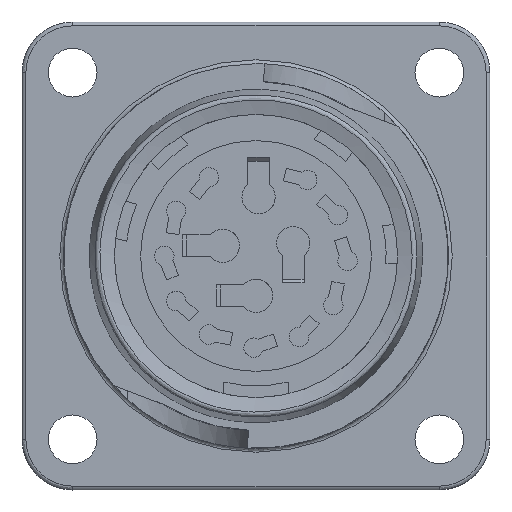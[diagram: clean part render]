
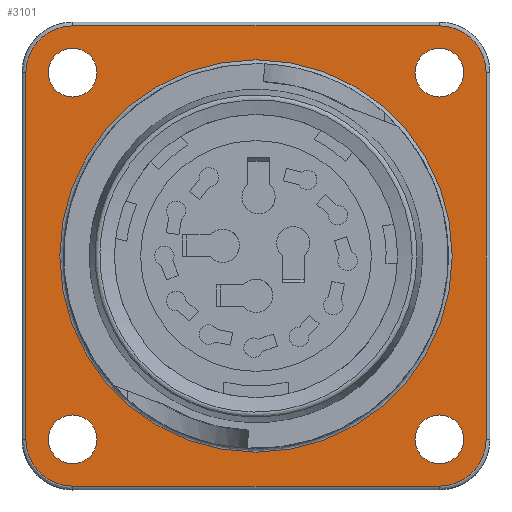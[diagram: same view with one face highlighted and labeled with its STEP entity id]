
A CAD part, front view. The second image highlights one B-rep face of the part: STEP entity #3101.
In plain terms, the highlighted planar face has unit normal (0, -1, 0).
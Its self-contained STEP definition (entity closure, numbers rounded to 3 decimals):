
#3101=ADVANCED_FACE('',(#5076,#5077,#5078,#5079,#5080,#5081),#3441,.T.);
#3441=PLANE('',#9667);
#3742=LINE('',#12586,#4432);
#3743=LINE('',#12618,#4433);
#3744=LINE('',#12650,#4434);
#3745=LINE('',#12682,#4435);
#4432=VECTOR('',#10457,1.);
#4433=VECTOR('',#10466,1.);
#4434=VECTOR('',#10475,1.);
#4435=VECTOR('',#10484,1.);
#5076=FACE_BOUND('',#5209,.T.);
#5077=FACE_BOUND('',#5210,.T.);
#5078=FACE_BOUND('',#5211,.T.);
#5079=FACE_BOUND('',#5212,.T.);
#5080=FACE_BOUND('',#5213,.T.);
#5081=FACE_BOUND('',#5214,.T.);
#5209=EDGE_LOOP('',(#5845));
#5210=EDGE_LOOP('',(#5846));
#5211=EDGE_LOOP('',(#5847));
#5212=EDGE_LOOP('',(#5848));
#5213=EDGE_LOOP('',(#5849));
#5214=EDGE_LOOP('',(#5850,#5851,#5852,#5853,#5854,#5855,#5856,#5857));
#5845=ORIENTED_EDGE('',*,*,#8420,.T.);
#5846=ORIENTED_EDGE('',*,*,#8421,.T.);
#5847=ORIENTED_EDGE('',*,*,#8422,.T.);
#5848=ORIENTED_EDGE('',*,*,#8423,.T.);
#5849=ORIENTED_EDGE('',*,*,#8456,.T.);
#5850=ORIENTED_EDGE('',*,*,#8455,.T.);
#5851=ORIENTED_EDGE('',*,*,#8442,.T.);
#5852=ORIENTED_EDGE('',*,*,#8444,.T.);
#5853=ORIENTED_EDGE('',*,*,#8446,.T.);
#5854=ORIENTED_EDGE('',*,*,#8448,.T.);
#5855=ORIENTED_EDGE('',*,*,#8450,.T.);
#5856=ORIENTED_EDGE('',*,*,#8452,.T.);
#5857=ORIENTED_EDGE('',*,*,#8454,.T.);
#7694=VERTEX_POINT('',#12539);
#7695=VERTEX_POINT('',#12542);
#7696=VERTEX_POINT('',#12545);
#7697=VERTEX_POINT('',#12548);
#7706=VERTEX_POINT('',#12583);
#7707=VERTEX_POINT('',#12585);
#7708=VERTEX_POINT('',#12589);
#7709=VERTEX_POINT('',#12617);
#7710=VERTEX_POINT('',#12621);
#7711=VERTEX_POINT('',#12649);
#7712=VERTEX_POINT('',#12653);
#7713=VERTEX_POINT('',#12681);
#7714=VERTEX_POINT('',#12711);
#8420=EDGE_CURVE('',#7694,#7694,#9325,.T.);
#8421=EDGE_CURVE('',#7695,#7695,#9326,.T.);
#8422=EDGE_CURVE('',#7696,#7696,#9327,.T.);
#8423=EDGE_CURVE('',#7697,#7697,#9328,.T.);
#8442=EDGE_CURVE('',#7706,#7707,#3742,.T.);
#8444=EDGE_CURVE('',#7707,#7708,#9336,.T.);
#8446=EDGE_CURVE('',#7708,#7709,#3743,.T.);
#8448=EDGE_CURVE('',#7709,#7710,#9339,.T.);
#8450=EDGE_CURVE('',#7710,#7711,#3744,.T.);
#8452=EDGE_CURVE('',#7711,#7712,#9342,.T.);
#8454=EDGE_CURVE('',#7712,#7713,#3745,.T.);
#8455=EDGE_CURVE('',#7713,#7706,#9344,.T.);
#8456=EDGE_CURVE('',#7714,#7714,#9345,.T.);
#9325=CIRCLE('',#9630,1.9);
#9326=CIRCLE('',#9632,1.9);
#9327=CIRCLE('',#9634,1.9);
#9328=CIRCLE('',#9636,1.9);
#9336=CIRCLE('',#9654,3.65);
#9339=CIRCLE('',#9658,3.65);
#9342=CIRCLE('',#9662,3.65);
#9344=CIRCLE('',#9665,3.65);
#9345=CIRCLE('',#9666,15.3);
#9630=AXIS2_PLACEMENT_3D('',#12538,#10401,#10402);
#9632=AXIS2_PLACEMENT_3D('',#12541,#10405,#10406);
#9634=AXIS2_PLACEMENT_3D('',#12544,#10409,#10410);
#9636=AXIS2_PLACEMENT_3D('',#12547,#10413,#10414);
#9654=AXIS2_PLACEMENT_3D('',#12590,#10462,#10463);
#9658=AXIS2_PLACEMENT_3D('',#12622,#10471,#10472);
#9662=AXIS2_PLACEMENT_3D('',#12654,#10480,#10481);
#9665=AXIS2_PLACEMENT_3D('',#12684,#10487,#10488);
#9666=AXIS2_PLACEMENT_3D('',#12710,#10489,#10490);
#9667=AXIS2_PLACEMENT_3D('',#12712,#10491,#10492);
#10401=DIRECTION('',(0.,1.,0.));
#10402=DIRECTION('',(0.,0.,1.));
#10405=DIRECTION('',(0.,1.,0.));
#10406=DIRECTION('',(0.,0.,1.));
#10409=DIRECTION('',(0.,1.,0.));
#10410=DIRECTION('',(0.,0.,1.));
#10413=DIRECTION('',(0.,1.,0.));
#10414=DIRECTION('',(0.,0.,1.));
#10457=DIRECTION('',(0.,0.,-1.));
#10462=DIRECTION('',(0.,-1.,0.));
#10463=DIRECTION('',(-1.,0.,0.));
#10466=DIRECTION('',(1.,0.,0.));
#10471=DIRECTION('',(0.,-1.,0.));
#10472=DIRECTION('',(0.,0.,-1.));
#10475=DIRECTION('',(0.,0.,1.));
#10480=DIRECTION('',(0.,-1.,0.));
#10481=DIRECTION('',(1.,0.,0.));
#10484=DIRECTION('',(-1.,0.,0.));
#10487=DIRECTION('',(0.,-1.,0.));
#10488=DIRECTION('',(0.,0.,1.));
#10489=DIRECTION('',(0.,1.,0.));
#10490=DIRECTION('',(0.,0.,1.));
#10491=DIRECTION('',(0.,-1.,0.));
#10492=DIRECTION('',(0.,0.,1.));
#12538=CARTESIAN_POINT('',(9.45,19.518,14.3));
#12539=CARTESIAN_POINT('',(9.45,19.518,16.2));
#12541=CARTESIAN_POINT('',(9.45,19.518,-14.3));
#12542=CARTESIAN_POINT('',(9.45,19.518,-12.4));
#12544=CARTESIAN_POINT('',(-19.15,19.518,-14.3));
#12545=CARTESIAN_POINT('',(-19.15,19.518,-12.4));
#12547=CARTESIAN_POINT('',(-19.15,19.518,14.3));
#12548=CARTESIAN_POINT('',(-19.15,19.518,16.2));
#12583=CARTESIAN_POINT('',(-22.8,19.518,14.3));
#12585=CARTESIAN_POINT('',(-22.8,19.518,-14.3));
#12586=CARTESIAN_POINT('',(-22.8,19.518,14.3));
#12589=CARTESIAN_POINT('',(-19.15,19.518,-17.95));
#12590=CARTESIAN_POINT('',(-19.15,19.518,-14.3));
#12617=CARTESIAN_POINT('',(9.45,19.518,-17.95));
#12618=CARTESIAN_POINT('',(-19.15,19.518,-17.95));
#12621=CARTESIAN_POINT('',(13.1,19.518,-14.3));
#12622=CARTESIAN_POINT('',(9.45,19.518,-14.3));
#12649=CARTESIAN_POINT('',(13.1,19.518,14.3));
#12650=CARTESIAN_POINT('',(13.1,19.518,-14.3));
#12653=CARTESIAN_POINT('',(9.45,19.518,17.95));
#12654=CARTESIAN_POINT('',(9.45,19.518,14.3));
#12681=CARTESIAN_POINT('',(-19.15,19.518,17.95));
#12682=CARTESIAN_POINT('',(9.45,19.518,17.95));
#12684=CARTESIAN_POINT('',(-19.15,19.518,14.3));
#12710=CARTESIAN_POINT('',(-4.85,19.518,0.));
#12711=CARTESIAN_POINT('',(-4.85,19.518,15.3));
#12712=CARTESIAN_POINT('',(14.413,19.518,-19.262));
